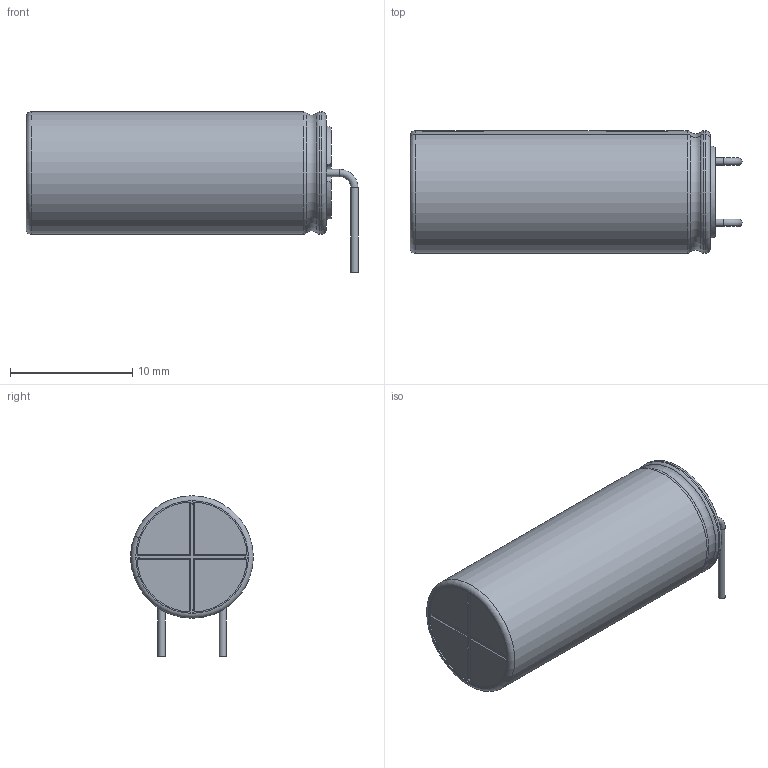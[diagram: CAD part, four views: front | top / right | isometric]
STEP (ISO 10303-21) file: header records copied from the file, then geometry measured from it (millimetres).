
FILE_DESCRIPTION(/* description */ (''),/* implementation_level */ '2;1');
FILE_NAME(/* name */ 'cap_el_horizontal_d10_h20_pitch5_w0.step',/* time_stamp */ '2019-08-17T12:41:19-05:00',/* author */ (''),/* organization */ (''),/* preprocessor_version */ 'ST-DEVELOPER v18',/* originating_system */ 'Autodesk Translation Framework v8.2.0.1029',/* authorisation */ '');
FILE_SCHEMA (('AUTOMOTIVE_DESIGN { 1 0 10303 214 3 1 1 }'));
Length unit declared in the file: millimetre
Products named in the file (1): (Unsaved)
Bounding box: 27.11 x 10.01 x 13.1 mm (x, y, z)
Volume: 1930.9 mm3; surface area: 975.3 mm2
Topology: 1 solids, 1 shells, 74 faces, 198 edges, 134 vertices
Faces by surface type: plane 44, cylinder 14, torus 12, cone 4
Full cylindrical faces by diameter (mm): 0.6 x4, 8 x1, 9 x1
Entity records: 2540 total; most frequent: CARTESIAN_POINT 455, DIRECTION 432, ORIENTED_EDGE 396, EDGE_CURVE 198, AXIS2_PLACEMENT_3D 163, VERTEX_POINT 134, LINE 106, VECTOR 106
